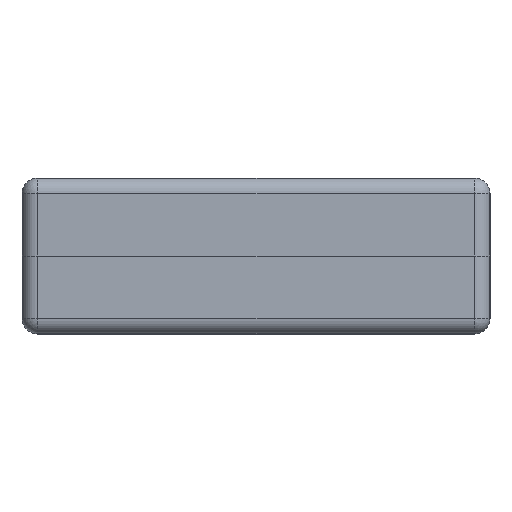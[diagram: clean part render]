
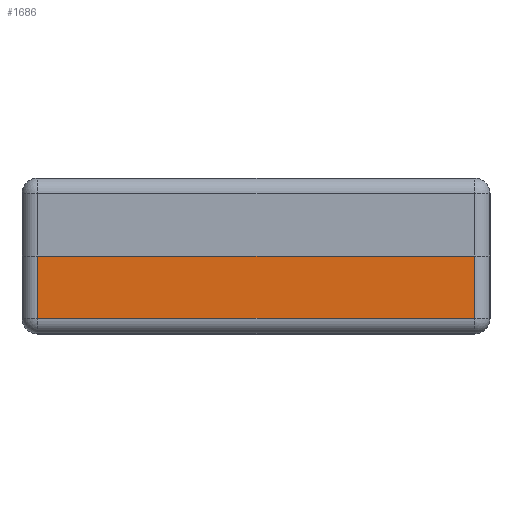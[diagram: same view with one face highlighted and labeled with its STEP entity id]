
A CAD part, left-side view. The second image highlights one B-rep face of the part: STEP entity #1686.
In plain terms, the highlighted planar face has unit normal (-1, 0, 0).
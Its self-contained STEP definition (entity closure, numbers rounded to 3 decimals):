
#51=PLANE('',#1895);
#147=FACE_OUTER_BOUND('',#261,.T.);
#261=EDGE_LOOP('',(#1332,#1333,#1334,#1335));
#387=LINE('',#3048,#499);
#388=LINE('',#3054,#500);
#389=LINE('',#3056,#501);
#390=LINE('',#3057,#502);
#499=VECTOR('',#2333,10.);
#500=VECTOR('',#2342,10.);
#501=VECTOR('',#2343,10.);
#502=VECTOR('',#2344,10.);
#787=VERTEX_POINT('',#3043);
#788=VERTEX_POINT('',#3047);
#789=VERTEX_POINT('',#3053);
#790=VERTEX_POINT('',#3055);
#988=EDGE_CURVE('',#787,#788,#387,.T.);
#991=EDGE_CURVE('',#789,#787,#388,.T.);
#992=EDGE_CURVE('',#789,#790,#389,.T.);
#993=EDGE_CURVE('',#788,#790,#390,.T.);
#1332=ORIENTED_EDGE('',*,*,#988,.F.);
#1333=ORIENTED_EDGE('',*,*,#991,.F.);
#1334=ORIENTED_EDGE('',*,*,#992,.T.);
#1335=ORIENTED_EDGE('',*,*,#993,.F.);
#1686=ADVANCED_FACE('',(#147),#51,.T.);
#1895=AXIS2_PLACEMENT_3D('',#3052,#2340,#2341);
#2333=DIRECTION('',(0.,1.,0.));
#2340=DIRECTION('center_axis',(-1.,0.,0.));
#2341=DIRECTION('ref_axis',(0.,0.,1.));
#2342=DIRECTION('',(0.,0.,-1.));
#2343=DIRECTION('',(0.,1.,0.));
#2344=DIRECTION('',(0.,0.,1.));
#3043=CARTESIAN_POINT('',(26.,2.,-8.));
#3047=CARTESIAN_POINT('',(26.,58.,-8.));
#3048=CARTESIAN_POINT('',(26.,0.,-8.));
#3052=CARTESIAN_POINT('Origin',(26.,0.,-10.));
#3053=CARTESIAN_POINT('',(26.,2.,0.));
#3054=CARTESIAN_POINT('',(26.,2.,-5.));
#3055=CARTESIAN_POINT('',(26.,58.,0.));
#3056=CARTESIAN_POINT('',(26.,0.,0.));
#3057=CARTESIAN_POINT('',(26.,58.,-5.));
